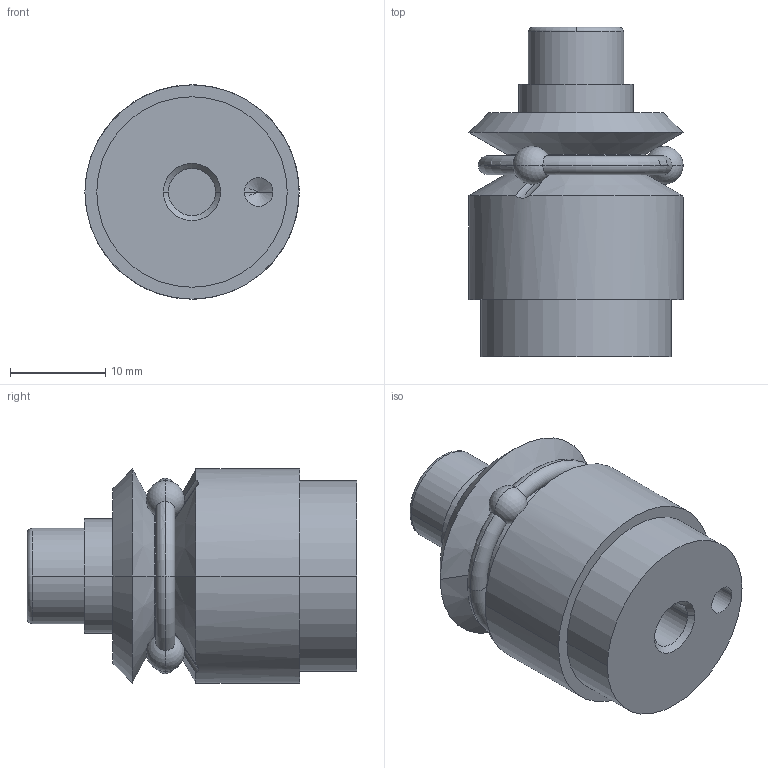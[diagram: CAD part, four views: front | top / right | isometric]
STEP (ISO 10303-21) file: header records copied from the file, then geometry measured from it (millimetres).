
FILE_DESCRIPTION(('STEP AP214'),'1');
FILE_NAME('HALDERN_EH_23340_0222.stp','2017-11-08T12:39:53',('TraceParts'),('TraceParts S.A.'),'Spatial InterOp 3D',' ',' ');
FILE_SCHEMA(('automotive_design'));
Length unit declared in the file: millimetre
Products named in the file (4): HALDERN_EH_23340_0222_1; HALDERN_EH_23340_0222_2; HALDERN_EH_23340_0222_3; HALDERN_EH_23340_0222_4
Bounding box: 22.5 x 34.6 x 22.5 mm (x, y, z)
Volume: 8967.8 mm3; surface area: 5208.2 mm2
Topology: 4 solids, 4 shells, 76 faces, 165 edges, 100 vertices
Faces by surface type: cylinder 28, plane 18, cone 14, torus 10, sphere 6
Entity records: 3257 total; most frequent: CARTESIAN_POINT 925, DIRECTION 372, ORIENTED_EDGE 326, EDGE_CURVE 163, AXIS2_PLACEMENT_3D 159, VERTEX_POINT 100, EDGE_LOOP 85, CIRCLE 79
